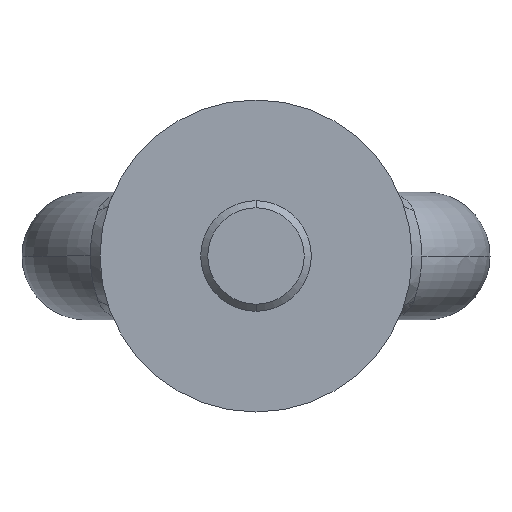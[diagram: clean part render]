
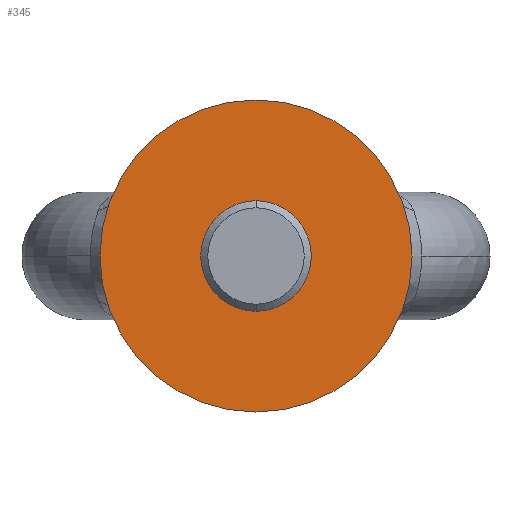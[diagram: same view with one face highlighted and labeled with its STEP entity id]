
A CAD part, front view. The second image highlights one B-rep face of the part: STEP entity #345.
In plain terms, the highlighted planar face has unit normal (0, -1, 0).
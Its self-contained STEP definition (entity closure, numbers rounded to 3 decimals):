
#89 = DIRECTION ( 'NONE',  ( 0., -1., 0. ) ) ;
#100 = DIRECTION ( 'NONE',  ( 0., -1., 0. ) ) ;
#136 = CARTESIAN_POINT ( 'NONE',  ( 0., -19., -11. ) ) ;
#148 = ORIENTED_EDGE ( 'NONE', *, *, #634, .F. ) ;
#164 = VERTEX_POINT ( 'NONE', #136 ) ;
#186 = VERTEX_POINT ( 'NONE', #1379 ) ;
#202 = CARTESIAN_POINT ( 'NONE',  ( 0., -19., 0. ) ) ;
#234 = AXIS2_PLACEMENT_3D ( 'NONE', #1295, #1548, #455 ) ;
#268 = DIRECTION ( 'NONE',  ( 0., 1., 0. ) ) ;
#345 = ADVANCED_FACE ( 'NONE', ( #1428, #534 ), #464, .F. ) ;
#381 = DIRECTION ( 'NONE',  ( 0., 0., 1. ) ) ;
#417 = EDGE_LOOP ( 'NONE', ( #1471, #997 ) ) ;
#454 = CIRCLE ( 'NONE', #988, 3.9 ) ;
#455 = DIRECTION ( 'NONE',  ( 0., 0., 1. ) ) ;
#459 = CARTESIAN_POINT ( 'NONE',  ( 0., -19., 0. ) ) ;
#463 = CARTESIAN_POINT ( 'NONE',  ( 0., -19., -3.9 ) ) ;
#464 = PLANE ( 'NONE',  #234 ) ;
#475 = EDGE_CURVE ( 'NONE', #1015, #164, #1374, .T. ) ;
#534 = FACE_BOUND ( 'NONE', #829, .T. ) ;
#634 = EDGE_CURVE ( 'NONE', #186, #711, #454, .T. ) ;
#711 = VERTEX_POINT ( 'NONE', #463 ) ;
#829 = EDGE_LOOP ( 'NONE', ( #148, #1553 ) ) ;
#843 = EDGE_CURVE ( 'NONE', #711, #186, #882, .T. ) ;
#882 = CIRCLE ( 'NONE', #1504, 3.9 ) ;
#936 = DIRECTION ( 'NONE',  ( 0., 0., 1. ) ) ;
#958 = AXIS2_PLACEMENT_3D ( 'NONE', #202, #1157, #1183 ) ;
#961 = CIRCLE ( 'NONE', #958, 11. ) ;
#985 = CARTESIAN_POINT ( 'NONE',  ( 0., -19., 0. ) ) ;
#988 = AXIS2_PLACEMENT_3D ( 'NONE', #459, #100, #1299 ) ;
#997 = ORIENTED_EDGE ( 'NONE', *, *, #1217, .F. ) ;
#1015 = VERTEX_POINT ( 'NONE', #1468 ) ;
#1157 = DIRECTION ( 'NONE',  ( 0., 1., 0. ) ) ;
#1178 = CARTESIAN_POINT ( 'NONE',  ( 0., -19., 0. ) ) ;
#1183 = DIRECTION ( 'NONE',  ( 0., 0., 1. ) ) ;
#1217 = EDGE_CURVE ( 'NONE', #164, #1015, #961, .T. ) ;
#1295 = CARTESIAN_POINT ( 'NONE',  ( 0., -19., 0. ) ) ;
#1299 = DIRECTION ( 'NONE',  ( 0., 0., 1. ) ) ;
#1374 = CIRCLE ( 'NONE', #1451, 11. ) ;
#1379 = CARTESIAN_POINT ( 'NONE',  ( 0., -19., 3.9 ) ) ;
#1428 = FACE_OUTER_BOUND ( 'NONE', #417, .T. ) ;
#1451 = AXIS2_PLACEMENT_3D ( 'NONE', #985, #268, #381 ) ;
#1468 = CARTESIAN_POINT ( 'NONE',  ( 0., -19., 11. ) ) ;
#1471 = ORIENTED_EDGE ( 'NONE', *, *, #475, .F. ) ;
#1504 = AXIS2_PLACEMENT_3D ( 'NONE', #1178, #89, #936 ) ;
#1548 = DIRECTION ( 'NONE',  ( 0., 1., 0. ) ) ;
#1553 = ORIENTED_EDGE ( 'NONE', *, *, #843, .F. ) ;
